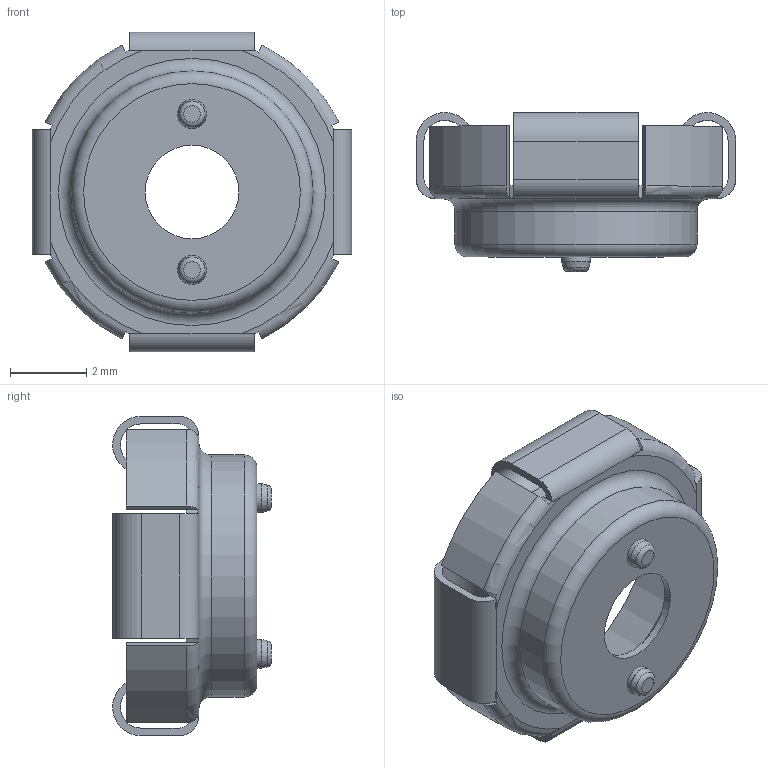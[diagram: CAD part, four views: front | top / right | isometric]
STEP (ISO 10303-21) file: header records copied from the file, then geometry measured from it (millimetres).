
FILE_DESCRIPTION (( 'STEP AP214' ), '1' );
FILE_NAME ('269.STEP', '2022-09-13T17:04:01', ( '' ), ( '' ), 'SwSTEP 2.0', 'SolidWorks 2013', '' );
FILE_SCHEMA (( 'AUTOMOTIVE_DESIGN' ));
Length unit declared in the file: inch
Products named in the file (1): 269
Bounding box: 8.38 x 4.17 x 8.38 mm (x, y, z)
Volume: 29.3 mm3; surface area: 304.1 mm2
Topology: 1 solids, 1 shells, 131 faces, 319 edges, 196 vertices
Faces by surface type: plane 72, cylinder 39, torus 18, cone 2
Full cylindrical faces by diameter (mm): 0.598 x2, 0.762 x2, 2.451 x1, 5.944 x1, 6.35 x1
Entity records: 3810 total; most frequent: CARTESIAN_POINT 784, DIRECTION 636, ORIENTED_EDGE 596, EDGE_CURVE 298, AXIS2_PLACEMENT_3D 238, VERTEX_POINT 194, VECTOR 160, LINE 160
